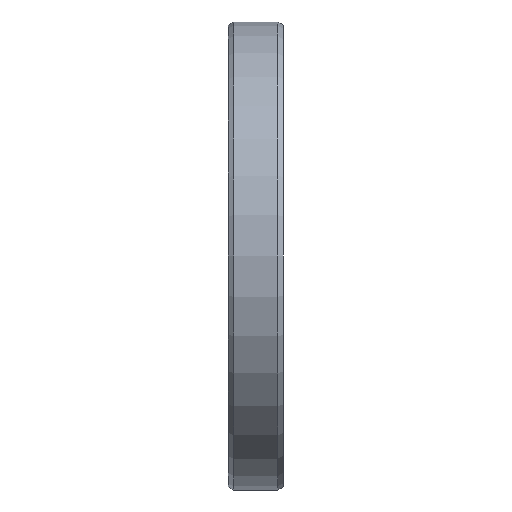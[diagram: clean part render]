
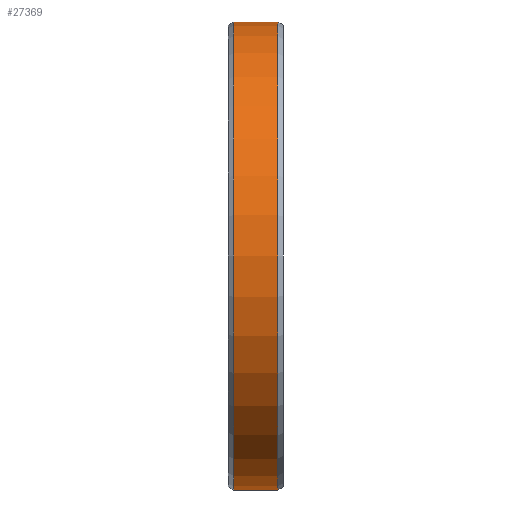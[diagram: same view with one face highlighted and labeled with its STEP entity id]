
A CAD part, left-side view. The second image highlights one B-rep face of the part: STEP entity #27369.
In plain terms, the highlighted cylindrical face has radius 42.5 mm (diameter 85 mm), a partial arc.
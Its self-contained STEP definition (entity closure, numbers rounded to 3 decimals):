
#26679=DIRECTION('',(0.,1.,0.));
#26680=VECTOR('',#26679,8.);
#26681=CARTESIAN_POINT('',(0.,-4.,-42.5));
#26682=LINE('',#26681,#26680);
#26686=DIRECTION('',(0.,1.,0.));
#26687=VECTOR('',#26686,8.);
#26688=CARTESIAN_POINT('',(0.,-4.,42.5));
#26689=LINE('',#26688,#26687);
#26693=CARTESIAN_POINT('',(0.,-4.,0.));
#26694=DIRECTION('',(0.,1.,0.));
#26695=DIRECTION('',(0.,0.,-1.));
#26696=AXIS2_PLACEMENT_3D('',#26693,#26694,#26695);
#26731=CARTESIAN_POINT('',(0.,4.,0.));
#26732=DIRECTION('',(0.,1.,0.));
#26733=DIRECTION('',(0.,0.,-1.));
#26734=AXIS2_PLACEMENT_3D('',#26731,#26732,#26733);
#26764=CARTESIAN_POINT('',(0.,-4.,-42.5));
#26766=VERTEX_POINT('',#26764);
#26767=CARTESIAN_POINT('',(0.,4.,-42.5));
#26768=VERTEX_POINT('',#26767);
#26796=CARTESIAN_POINT('',(0.,-4.,42.5));
#26798=VERTEX_POINT('',#26796);
#26799=CARTESIAN_POINT('',(0.,4.,42.5));
#26800=VERTEX_POINT('',#26799);
#27355=CARTESIAN_POINT('',(0.,44.624,0.));
#27356=DIRECTION('',(0.,-1.,0.));
#27357=DIRECTION('',(0.,0.,1.));
#27358=AXIS2_PLACEMENT_3D('',#27355,#27356,#27357);
#27359=CYLINDRICAL_SURFACE('',#27358,42.5);
#27361=ORIENTED_EDGE('',*,*,#27360,.T.);
#27363=ORIENTED_EDGE('',*,*,#27362,.T.);
#27365=ORIENTED_EDGE('',*,*,#27364,.F.);
#27366=ORIENTED_EDGE('',*,*,#27341,.F.);
#27367=EDGE_LOOP('',(#27361,#27363,#27365,#27366));
#27368=FACE_OUTER_BOUND('',#27367,.F.);
#26697=CIRCLE('',#26696,42.5);
#26735=CIRCLE('',#26734,42.5);
#27341=EDGE_CURVE('',#26766,#26798,#26697,.T.);
#27360=EDGE_CURVE('',#26766,#26768,#26682,.T.);
#27362=EDGE_CURVE('',#26768,#26800,#26735,.T.);
#27364=EDGE_CURVE('',#26798,#26800,#26689,.T.);
#27369=ADVANCED_FACE('',(#27368),#27359,.T.);
